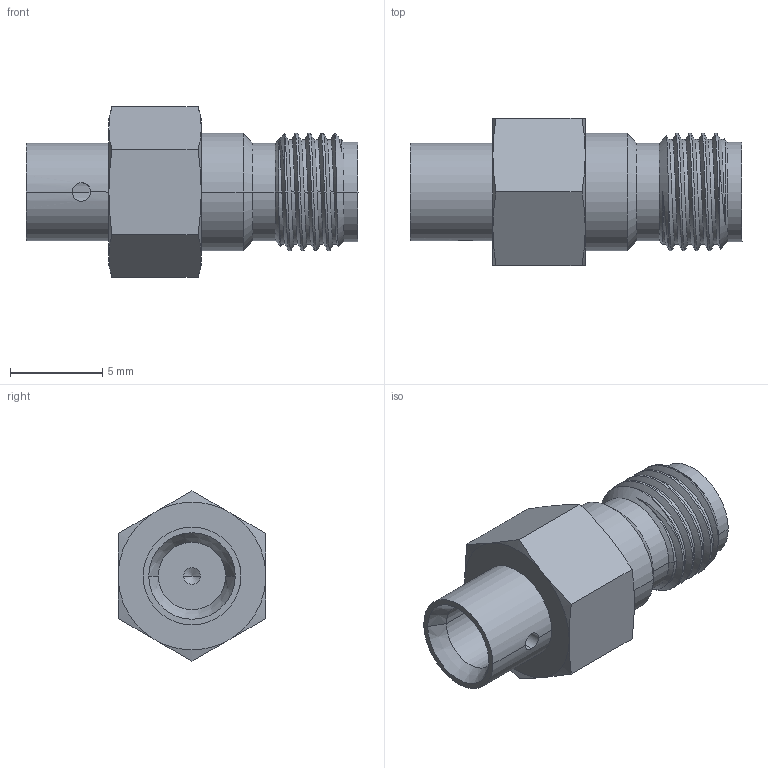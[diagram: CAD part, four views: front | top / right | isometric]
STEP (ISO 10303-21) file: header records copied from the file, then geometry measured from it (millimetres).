
FILE_DESCRIPTION (( 'STEP AP203' ), '1' );
FILE_NAME ('FMCN1941_3D.STEP', '2022-09-02T05:53:43', ( '' ), ( '' ), 'SwSTEP 2.0', 'SolidWorks 2021', '' );
FILE_SCHEMA (( 'CONFIG_CONTROL_DESIGN' ));
Length unit declared in the file: millimetre
Products named in the file (1): FMCN1941_3D
Bounding box: 18 x 8 x 9.24 mm (x, y, z)
Volume: 492.2 mm3; surface area: 937 mm2
Topology: 4 solids, 4 shells, 129 faces, 331 edges, 211 vertices
Faces by surface type: cylinder 62, cone 36, plane 29, bspline 2
Entity records: 5483 total; most frequent: CARTESIAN_POINT 2368, ORIENTED_EDGE 654, DIRECTION 602, EDGE_CURVE 327, AXIS2_PLACEMENT_3D 241, VERTEX_POINT 211, EDGE_LOOP 144, ADVANCED_FACE 129
